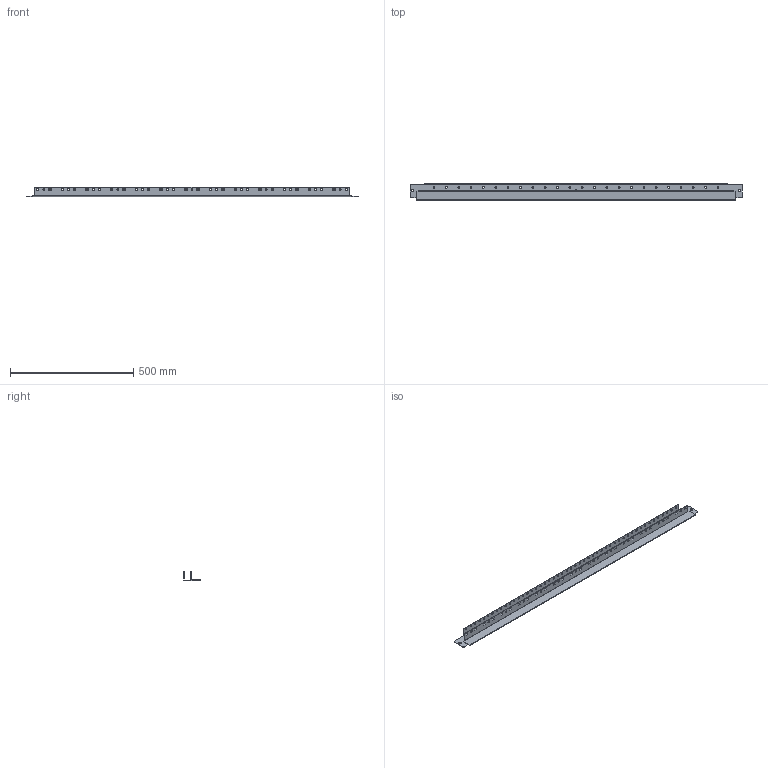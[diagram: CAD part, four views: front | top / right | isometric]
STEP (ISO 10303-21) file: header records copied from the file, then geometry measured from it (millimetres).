
FILE_DESCRIPTION (( 'STEP AP203' ), '1' );
FILE_NAME ('QB09C429.step', '2011-01-20T13:17:10', ( 'User' ), ( 'DKC' ), 'SwSTEP 2.0', 'SolidWorks 2010', '' );
FILE_SCHEMA (( 'CONFIG_CONTROL_DESIGN' ));
Length unit declared in the file: millimetre
Products named in the file (1): QB09C429
Bounding box: 1345 x 67.25 x 36.6 mm (x, y, z)
Volume: 327281.8 mm3; surface area: 445424.5 mm2
Topology: 1 solids, 1 shells, 334 faces, 974 edges, 642 vertices
Faces by surface type: cylinder 194, plane 140
Entity records: 11709 total; most frequent: DIRECTION 2034, CARTESIAN_POINT 1951, ORIENTED_EDGE 1948, EDGE_CURVE 974, AXIS2_PLACEMENT_3D 725, VERTEX_POINT 642, LINE 584, VECTOR 584
